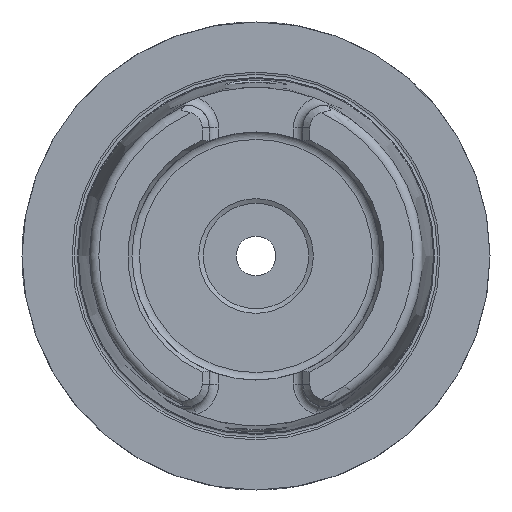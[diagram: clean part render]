
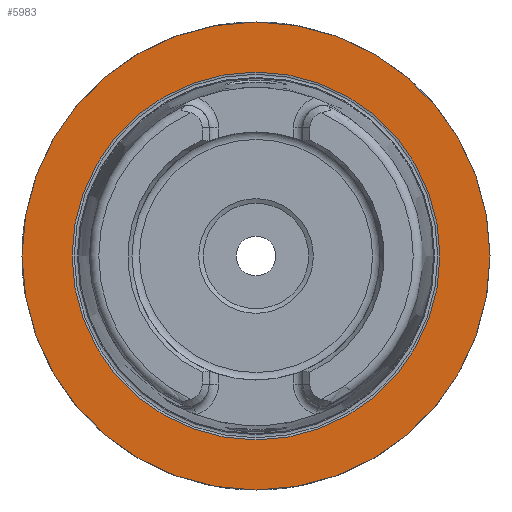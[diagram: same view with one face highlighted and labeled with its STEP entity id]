
A CAD part, left-side view. The second image highlights one B-rep face of the part: STEP entity #5983.
In plain terms, the highlighted planar face has unit normal (-1, 0, 0).
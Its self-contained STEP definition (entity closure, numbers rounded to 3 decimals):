
#2138=CARTESIAN_POINT('',(0.,50.0,0.0));
#2139=VERTEX_POINT('',#2138);
#2140=CARTESIAN_POINT('',(0.0,0.,0.0));
#2141=DIRECTION('',(1.0,0.0,0.0));
#2142=DIRECTION('',(0.0,1.0,0.0));
#2143=AXIS2_PLACEMENT_3D('',#2140,#2141,#2142);
#2144=CIRCLE('',#2143,50.0);
#2145=EDGE_CURVE('',#2139,#2139,#2144,.T.);
#5925=CARTESIAN_POINT('',(0.,39.297,0.0));
#5926=VERTEX_POINT('',#5925);
#5927=CARTESIAN_POINT('',(0.,0.0,0.0));
#5928=DIRECTION('',(1.0,0.0,0.0));
#5929=DIRECTION('',(0.0,1.0,0.0));
#5930=AXIS2_PLACEMENT_3D('',#5927,#5928,#5929);
#5931=CIRCLE('',#5930,39.297);
#5932=EDGE_CURVE('',#5926,#5926,#5931,.T.);
#5972=CARTESIAN_POINT('',(0.,44.004,0.0));
#5973=DIRECTION('',(-1.0,0.0,0.0));
#5974=DIRECTION('',(0.0,0.0,1.0));
#5975=AXIS2_PLACEMENT_3D('',#5972,#5973,#5974);
#5976=PLANE('',#5975);
#5977=ORIENTED_EDGE('',*,*,#2145,.F.);
#5978=EDGE_LOOP('',(#5977));
#5979=FACE_OUTER_BOUND('',#5978,.T.);
#5980=ORIENTED_EDGE('',*,*,#5932,.T.);
#5981=EDGE_LOOP('',(#5980));
#5982=FACE_BOUND('',#5981,.T.);
#5983=ADVANCED_FACE('',(#5979,#5982),#5976,.T.);
